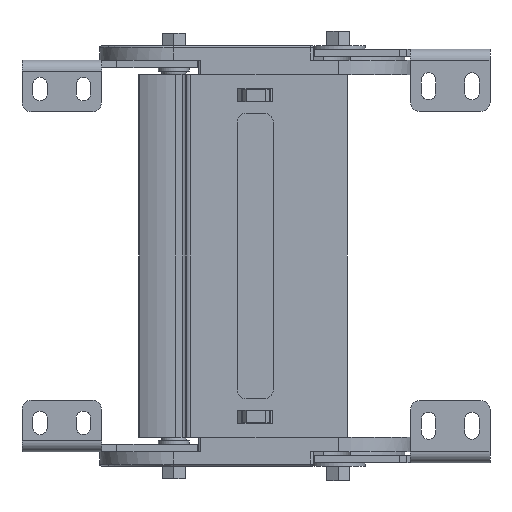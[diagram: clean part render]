
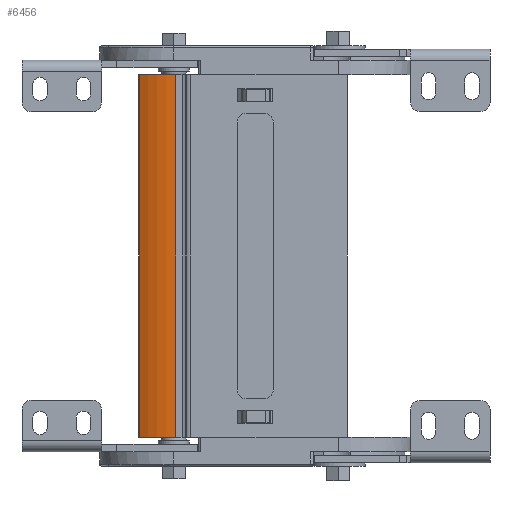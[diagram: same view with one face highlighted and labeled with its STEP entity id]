
A CAD part, front view. The second image highlights one B-rep face of the part: STEP entity #6456.
In plain terms, the highlighted cylindrical face has radius 38.515 mm (diameter 77.03 mm), a partial arc.
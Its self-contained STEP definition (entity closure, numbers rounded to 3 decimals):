
#1032 = DIRECTION ( 'NONE',  ( 0., 0., 1. ) ) ;
#1764 = DIRECTION ( 'NONE',  ( 0., 0., -1. ) ) ;
#1769 = DIRECTION ( 'NONE',  ( 0., 0., 1. ) ) ;
#2095 = DIRECTION ( 'NONE',  ( -1., 0., 0. ) ) ;
#3676 = DIRECTION ( 'NONE',  ( 0., 0., 1. ) ) ;
#4437 = AXIS2_PLACEMENT_3D ( 'NONE', #28921, #1764, #2095 ) ;
#5043 = DIRECTION ( 'NONE',  ( -1., 0., 0. ) ) ;
#6456 = ADVANCED_FACE ( 'NONE', ( #7310 ), #27561, .T. ) ;
#7310 = FACE_OUTER_BOUND ( 'NONE', #8810, .T. ) ;
#7832 = CARTESIAN_POINT ( 'NONE',  ( -42.292, -38.39, -113.489 ) ) ;
#8810 = EDGE_LOOP ( 'NONE', ( #28122, #34060, #18610, #25228 ) ) ;
#8955 = VERTEX_POINT ( 'NONE', #32013 ) ;
#9384 = CIRCLE ( 'NONE', #22684, 38.515 ) ;
#10557 = EDGE_CURVE ( 'NONE', #8955, #20685, #21287, .T. ) ;
#11284 = EDGE_CURVE ( 'NONE', #20952, #42306, #9384, .T. ) ;
#12393 = CARTESIAN_POINT ( 'NONE',  ( -43.755, 0.097, -175.535 ) ) ;
#13533 = CARTESIAN_POINT ( 'NONE',  ( -62.307, -33.655, -175.535 ) ) ;
#15709 = DIRECTION ( 'NONE',  ( 1., 0., 0. ) ) ;
#15873 = CARTESIAN_POINT ( 'NONE',  ( -43.755, 0.097, -113.489 ) ) ;
#18610 = ORIENTED_EDGE ( 'NONE', *, *, #36108, .T. ) ;
#20452 = CARTESIAN_POINT ( 'NONE',  ( -62.307, -33.655, -113.489 ) ) ;
#20685 = VERTEX_POINT ( 'NONE', #37614 ) ;
#20918 = VECTOR ( 'NONE', #1769, 1000. ) ;
#20952 = VERTEX_POINT ( 'NONE', #42922 ) ;
#21287 = CIRCLE ( 'NONE', #4437, 38.515 ) ;
#22684 = AXIS2_PLACEMENT_3D ( 'NONE', #12393, #42516, #5043 ) ;
#23210 = EDGE_CURVE ( 'NONE', #42306, #20685, #31042, .T. ) ;
#25228 = ORIENTED_EDGE ( 'NONE', *, *, #10557, .T. ) ;
#27561 = CYLINDRICAL_SURFACE ( 'NONE', #30768, 38.515 ) ;
#28122 = ORIENTED_EDGE ( 'NONE', *, *, #23210, .F. ) ;
#28921 = CARTESIAN_POINT ( 'NONE',  ( -43.755, 0.097, 24.945 ) ) ;
#30768 = AXIS2_PLACEMENT_3D ( 'NONE', #15873, #1032, #15709 ) ;
#31042 = LINE ( 'NONE', #20452, #20918 ) ;
#32013 = CARTESIAN_POINT ( 'NONE',  ( -42.292, -38.39, 24.945 ) ) ;
#34060 = ORIENTED_EDGE ( 'NONE', *, *, #11284, .F. ) ;
#34854 = VECTOR ( 'NONE', #3676, 1000. ) ;
#36108 = EDGE_CURVE ( 'NONE', #20952, #8955, #37257, .T. ) ;
#37257 = LINE ( 'NONE', #7832, #34854 ) ;
#37614 = CARTESIAN_POINT ( 'NONE',  ( -62.307, -33.655, 24.945 ) ) ;
#42306 = VERTEX_POINT ( 'NONE', #13533 ) ;
#42516 = DIRECTION ( 'NONE',  ( 0., 0., -1. ) ) ;
#42922 = CARTESIAN_POINT ( 'NONE',  ( -42.292, -38.39, -175.535 ) ) ;
